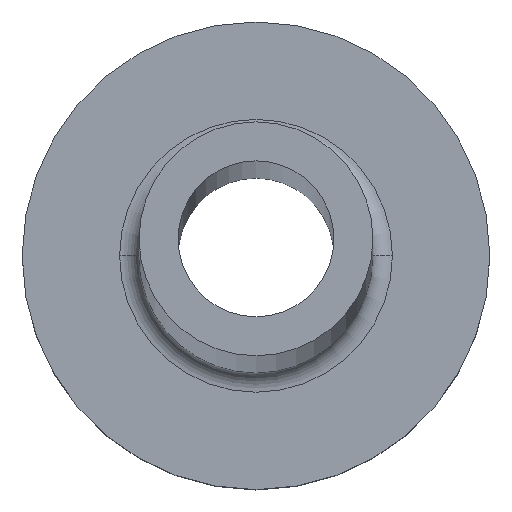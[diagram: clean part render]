
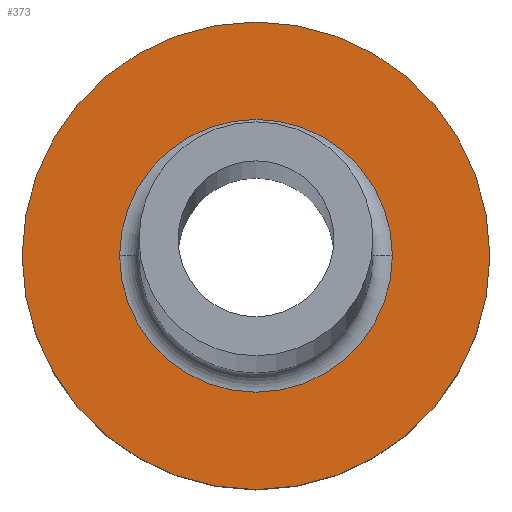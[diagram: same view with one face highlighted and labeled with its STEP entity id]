
A CAD part, top view. The second image highlights one B-rep face of the part: STEP entity #373.
In plain terms, the highlighted planar face has unit normal (0, 0, 1).
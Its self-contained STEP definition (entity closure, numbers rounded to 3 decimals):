
#2 = CARTESIAN_POINT ( 'NONE',  ( 3.5, 0., 5. ) ) ;
#6 = EDGE_CURVE ( 'NONE', #334, #251, #381, .T. ) ;
#9 = VERTEX_POINT ( 'NONE', #25 ) ;
#12 = FACE_OUTER_BOUND ( 'NONE', #247, .T. ) ;
#13 = EDGE_LOOP ( 'NONE', ( #214, #304 ) ) ;
#18 = ORIENTED_EDGE ( 'NONE', *, *, #78, .T. ) ;
#21 = CARTESIAN_POINT ( 'NONE',  ( 0., 0., 5. ) ) ;
#25 = CARTESIAN_POINT ( 'NONE',  ( -6., 0., 5. ) ) ;
#39 = AXIS2_PLACEMENT_3D ( 'NONE', #242, #275, #124 ) ;
#46 = AXIS2_PLACEMENT_3D ( 'NONE', #228, #290, #225 ) ;
#62 = CARTESIAN_POINT ( 'NONE',  ( -3.5, 0., 5. ) ) ;
#71 = PLANE ( 'NONE',  #39 ) ;
#78 = EDGE_CURVE ( 'NONE', #9, #271, #142, .T. ) ;
#85 = DIRECTION ( 'NONE',  ( 1., 0., 0. ) ) ;
#117 = EDGE_CURVE ( 'NONE', #271, #9, #213, .T. ) ;
#124 = DIRECTION ( 'NONE',  ( 1., 0., 0. ) ) ;
#126 = FACE_BOUND ( 'NONE', #13, .T. ) ;
#137 = DIRECTION ( 'NONE',  ( 0., 0., 1. ) ) ;
#142 = CIRCLE ( 'NONE', #375, 6. ) ;
#150 = CARTESIAN_POINT ( 'NONE',  ( 6., 0., 5. ) ) ;
#167 = AXIS2_PLACEMENT_3D ( 'NONE', #201, #198, #177 ) ;
#177 = DIRECTION ( 'NONE',  ( 1., 0., 0. ) ) ;
#198 = DIRECTION ( 'NONE',  ( 0., 0., -1. ) ) ;
#201 = CARTESIAN_POINT ( 'NONE',  ( 0., 0., 5. ) ) ;
#205 = EDGE_CURVE ( 'NONE', #251, #334, #265, .T. ) ;
#213 = CIRCLE ( 'NONE', #46, 6. ) ;
#214 = ORIENTED_EDGE ( 'NONE', *, *, #205, .T. ) ;
#225 = DIRECTION ( 'NONE',  ( 1., 0., 0. ) ) ;
#228 = CARTESIAN_POINT ( 'NONE',  ( 0., 0., 5. ) ) ;
#242 = CARTESIAN_POINT ( 'NONE',  ( 0., 0., 5. ) ) ;
#247 = EDGE_LOOP ( 'NONE', ( #18, #274 ) ) ;
#251 = VERTEX_POINT ( 'NONE', #2 ) ;
#262 = DIRECTION ( 'NONE',  ( 0., 0., -1. ) ) ;
#265 = CIRCLE ( 'NONE', #314, 3.5 ) ;
#266 = DIRECTION ( 'NONE',  ( 1., 0., 0. ) ) ;
#271 = VERTEX_POINT ( 'NONE', #150 ) ;
#274 = ORIENTED_EDGE ( 'NONE', *, *, #117, .T. ) ;
#275 = DIRECTION ( 'NONE',  ( 0., 0., 1. ) ) ;
#290 = DIRECTION ( 'NONE',  ( 0., 0., 1. ) ) ;
#304 = ORIENTED_EDGE ( 'NONE', *, *, #6, .T. ) ;
#314 = AXIS2_PLACEMENT_3D ( 'NONE', #355, #262, #266 ) ;
#334 = VERTEX_POINT ( 'NONE', #62 ) ;
#355 = CARTESIAN_POINT ( 'NONE',  ( 0., 0., 5. ) ) ;
#373 = ADVANCED_FACE ( 'NONE', ( #126, #12 ), #71, .T. ) ;
#375 = AXIS2_PLACEMENT_3D ( 'NONE', #21, #137, #85 ) ;
#381 = CIRCLE ( 'NONE', #167, 3.5 ) ;
